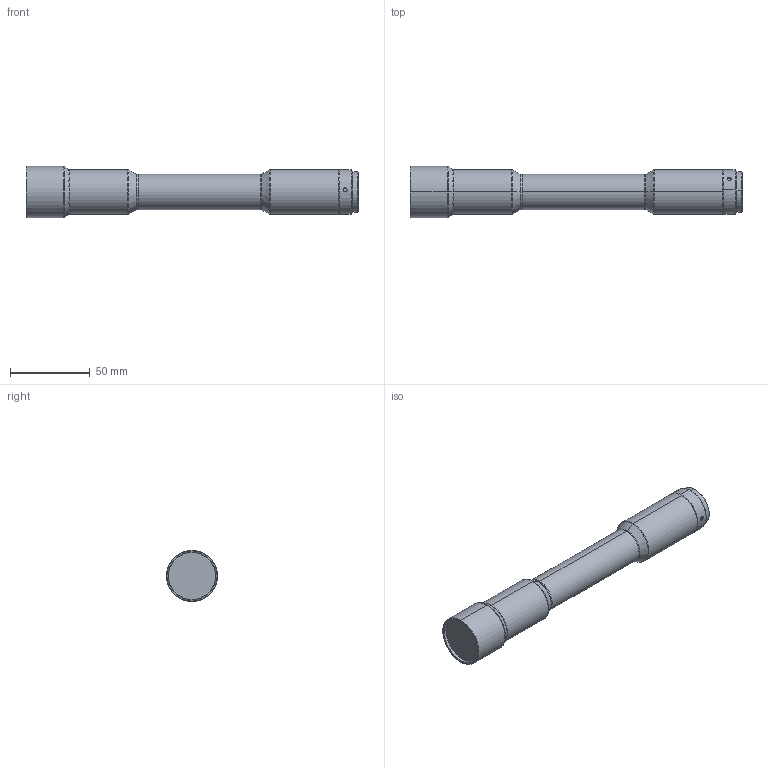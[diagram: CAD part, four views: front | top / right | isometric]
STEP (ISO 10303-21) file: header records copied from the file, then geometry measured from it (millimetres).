
FILE_DESCRIPTION (( 'STEP AP203' ), '1' );
FILE_NAME ('WWK80-108-111V3.STEP', '2022-09-29T10:41:02', ( '' ), ( '' ), 'SwSTEP 2.0', 'SolidWorks 2017', '' );
FILE_SCHEMA (( 'CONFIG_CONTROL_DESIGN' ));
Length unit declared in the file: millimetre
Products named in the file (1): WWK80-108-111V3
Bounding box: 207.93 x 32 x 32 mm (x, y, z)
Volume: 110660.4 mm3; surface area: 19019.7 mm2
Topology: 1 solids, 1 shells, 68 faces, 134 edges, 78 vertices
Faces by surface type: cylinder 31, cone 16, torus 12, plane 9
Entity records: 2001 total; most frequent: CARTESIAN_POINT 485, DIRECTION 338, ORIENTED_EDGE 268, AXIS2_PLACEMENT_3D 147, EDGE_CURVE 134, EDGE_LOOP 78, CIRCLE 78, VERTEX_POINT 78
